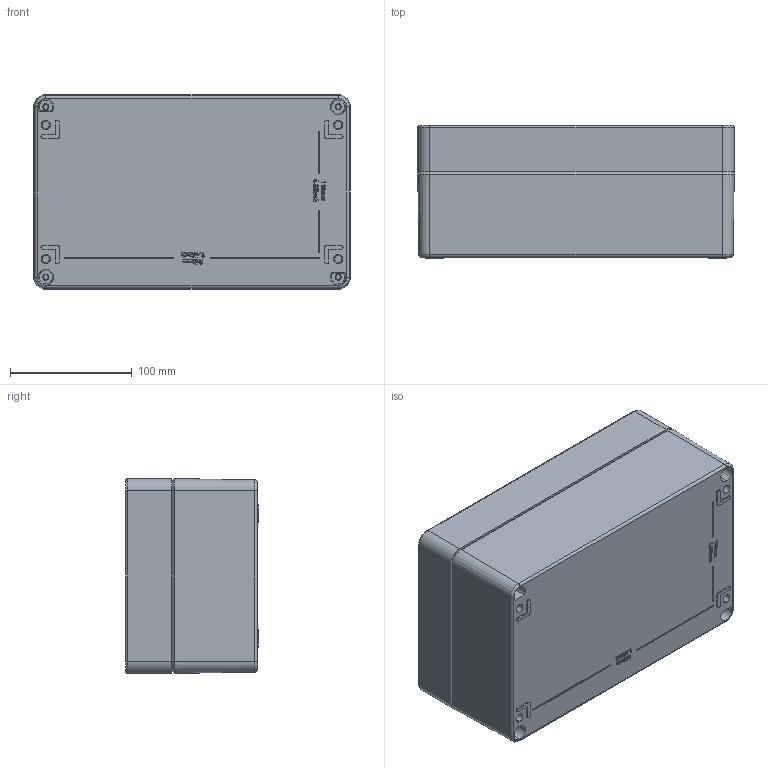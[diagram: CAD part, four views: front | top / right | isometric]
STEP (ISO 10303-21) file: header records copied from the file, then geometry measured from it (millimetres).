
FILE_DESCRIPTION (( 'STEP AP214' ), '1' );
FILE_NAME ('13070000.STEP', '2016-03-16T13:28:01', ( 'Macha' ), ( 'Hewlett-Packard Company' ), 'SwSTEP 2.0', 'SolidWorks 2015', '' );
FILE_SCHEMA (( 'AUTOMOTIVE_DESIGN' ));
Length unit declared in the file: millimetre
Products named in the file (8): 08057_Bearbeitung; 01057_bearbeitung 01-2-010570-01-0; 13070000; 82003; 99999; 83111; 93261; 93117
Assembly tree (14 placements, depth 2):
  13070000
    01057_bearbeitung 01-2-010570-01-0
    08057_Bearbeitung
    93117
    93261  x4
    83111  x4
    99999
    82003  x2
Bounding box: 260 x 109.1 x 160 mm (x, y, z)
Volume: 732048.3 mm3; surface area: 319406.6 mm2
Topology: 15 solids, 15 shells, 1426 faces, 3541 edges, 2257 vertices
Faces by surface type: plane 720, cylinder 243, cone 213, bspline 176, torus 74
Entity records: 48707 total; most frequent: CARTESIAN_POINT 17637, ORIENTED_EDGE 6518, DIRECTION 5892, EDGE_CURVE 3259, VERTEX_POINT 2104, VECTOR 2054, LINE 2054, AXIS2_PLACEMENT_3D 1919
